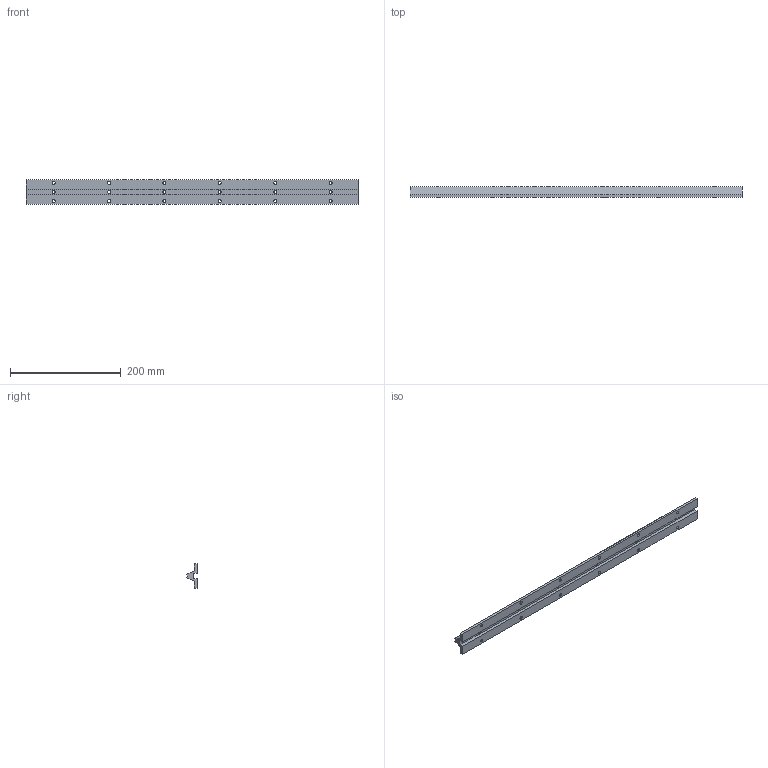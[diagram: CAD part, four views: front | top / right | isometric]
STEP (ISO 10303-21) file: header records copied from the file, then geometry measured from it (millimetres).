
FILE_DESCRIPTION( ( 'STEP AP214' ), '1' );
FILE_NAME( 'WUM-16_Bohrteilung_100_2_14a.stp', ' ', ( ' ' ), ( ' ' ), 'PSStep 15.0.47', 'PARTsolutions', ' ' );
FILE_SCHEMA( ( 'AUTOMOTIVE_DESIGN { 1 0 10303 214 1 1 1 1 }' ) );
Length unit declared in the file: millimetre
Products named in the file (1): HI_WUM-16 Bohrteilung 100
Bounding box: 599.5 x 18.81 x 45 mm (x, y, z)
Volume: 206434.9 mm3; surface area: 79696.6 mm2
Topology: 1 solids, 1 shells, 37 faces, 123 edges, 82 vertices
Faces by surface type: cylinder 22, plane 15
Full cylindrical faces by diameter (mm): 5.5 x18
Entity records: 1607 total; most frequent: DIRECTION 225, CARTESIAN_POINT 213, ORIENTED_EDGE 198, EDGE_CURVE 99, AXIS2_PLACEMENT_3D 88, EDGE_LOOP 85, VERTEX_POINT 76, FACE_OUTER_BOUND 55
